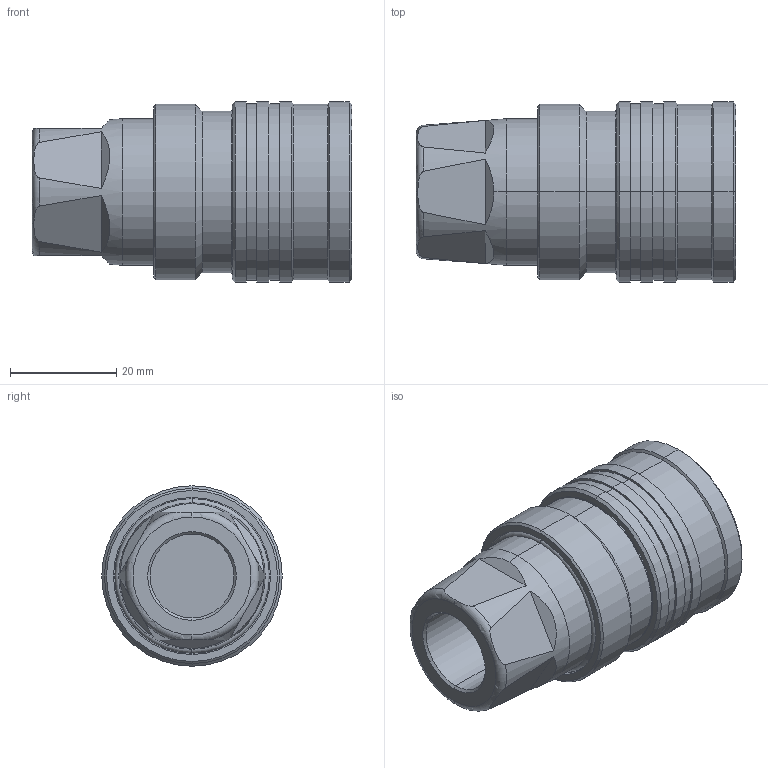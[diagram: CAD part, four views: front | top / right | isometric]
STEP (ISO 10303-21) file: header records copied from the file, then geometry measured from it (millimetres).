
FILE_DESCRIPTION (( 'STEP AP214' ), '1' );
FILE_NAME ('3811.STEP', '2015-09-03T13:59:50', ( 'admin' ), ( 'Microsoft' ), 'SwSTEP 2.0', 'SolidWorks 2009', '' );
FILE_SCHEMA (( 'AUTOMOTIVE_DESIGN' ));
Length unit declared in the file: millimetre
Products named in the file (1): 3811
Bounding box: 60.2 x 34 x 34 mm (x, y, z)
Volume: 32595.1 mm3; surface area: 11250 mm2
Topology: 1 solids, 1 shells, 143 faces, 298 edges, 178 vertices
Faces by surface type: cylinder 46, cone 36, plane 35, torus 26
Entity records: 4557 total; most frequent: CARTESIAN_POINT 872, DIRECTION 740, ORIENTED_EDGE 596, AXIS2_PLACEMENT_3D 326, EDGE_CURVE 298, CIRCLE 182, VERTEX_POINT 178, EDGE_LOOP 164
